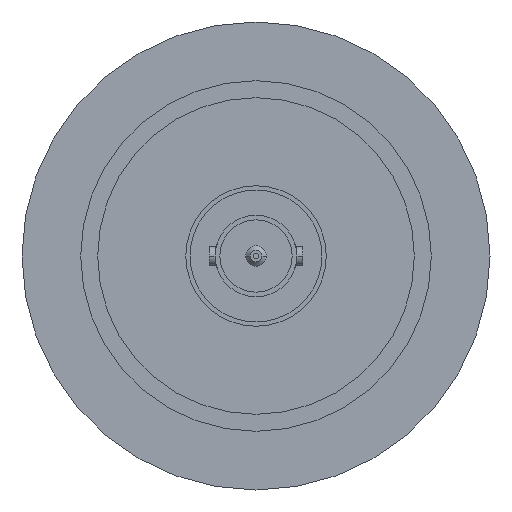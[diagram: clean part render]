
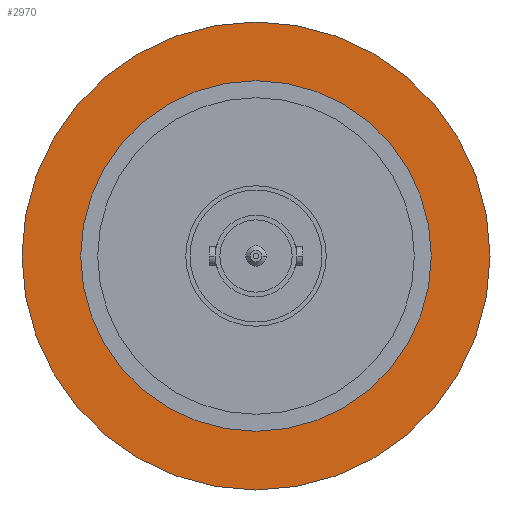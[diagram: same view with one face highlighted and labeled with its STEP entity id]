
A CAD part, left-side view. The second image highlights one B-rep face of the part: STEP entity #2970.
In plain terms, the highlighted planar face has unit normal (-1, 0, 0).
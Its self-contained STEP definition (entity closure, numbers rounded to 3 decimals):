
#4 = CARTESIAN_POINT ( 'NONE',  ( 0., 0., -27.5 ) ) ;
#18 = EDGE_LOOP ( 'NONE', ( #2375, #2168 ) ) ;
#30 = AXIS2_PLACEMENT_3D ( 'NONE', #2852, #725, #3074 ) ;
#47 = ORIENTED_EDGE ( 'NONE', *, *, #879, .F. ) ;
#70 = CARTESIAN_POINT ( 'NONE',  ( 0., 0., 27.5 ) ) ;
#144 = CIRCLE ( 'NONE', #1666, 27.5 ) ;
#204 = ORIENTED_EDGE ( 'NONE', *, *, #2134, .F. ) ;
#328 = EDGE_CURVE ( 'NONE', #3071, #2735, #2519, .T. ) ;
#352 = DIRECTION ( 'NONE',  ( 0., 0., 1. ) ) ;
#519 = CIRCLE ( 'NONE', #30, 20.6 ) ;
#527 = EDGE_LOOP ( 'NONE', ( #47, #204 ) ) ;
#642 = DIRECTION ( 'NONE',  ( 0., 0., 1. ) ) ;
#719 = FACE_OUTER_BOUND ( 'NONE', #18, .T. ) ;
#725 = DIRECTION ( 'NONE',  ( -1., 0., 0. ) ) ;
#756 = EDGE_CURVE ( 'NONE', #2735, #3071, #144, .T. ) ;
#818 = CARTESIAN_POINT ( 'NONE',  ( 0., 0., 0. ) ) ;
#879 = EDGE_CURVE ( 'NONE', #2537, #2185, #1864, .T. ) ;
#993 = DIRECTION ( 'NONE',  ( 0., 0., 1. ) ) ;
#1109 = DIRECTION ( 'NONE',  ( -1., 0., 0. ) ) ;
#1161 = PLANE ( 'NONE',  #1353 ) ;
#1353 = AXIS2_PLACEMENT_3D ( 'NONE', #4, #2836, #2095 ) ;
#1384 = AXIS2_PLACEMENT_3D ( 'NONE', #818, #1109, #642 ) ;
#1432 = FACE_BOUND ( 'NONE', #527, .T. ) ;
#1489 = CARTESIAN_POINT ( 'NONE',  ( 0., 0., -27.5 ) ) ;
#1666 = AXIS2_PLACEMENT_3D ( 'NONE', #1895, #2621, #993 ) ;
#1766 = CARTESIAN_POINT ( 'NONE',  ( 0., 0., 20.6 ) ) ;
#1864 = CIRCLE ( 'NONE', #2968, 20.6 ) ;
#1895 = CARTESIAN_POINT ( 'NONE',  ( 0., 0., 0. ) ) ;
#2095 = DIRECTION ( 'NONE',  ( 0., 0., -1. ) ) ;
#2134 = EDGE_CURVE ( 'NONE', #2185, #2537, #519, .T. ) ;
#2168 = ORIENTED_EDGE ( 'NONE', *, *, #328, .T. ) ;
#2185 = VERTEX_POINT ( 'NONE', #2829 ) ;
#2375 = ORIENTED_EDGE ( 'NONE', *, *, #756, .T. ) ;
#2446 = CARTESIAN_POINT ( 'NONE',  ( 0., 0., 0. ) ) ;
#2519 = CIRCLE ( 'NONE', #1384, 27.5 ) ;
#2537 = VERTEX_POINT ( 'NONE', #1766 ) ;
#2621 = DIRECTION ( 'NONE',  ( -1., 0., 0. ) ) ;
#2735 = VERTEX_POINT ( 'NONE', #70 ) ;
#2829 = CARTESIAN_POINT ( 'NONE',  ( 0., 0., -20.6 ) ) ;
#2836 = DIRECTION ( 'NONE',  ( 1., 0., 0. ) ) ;
#2852 = CARTESIAN_POINT ( 'NONE',  ( 0., 0., 0. ) ) ;
#2915 = DIRECTION ( 'NONE',  ( -1., 0., 0. ) ) ;
#2968 = AXIS2_PLACEMENT_3D ( 'NONE', #2446, #2915, #352 ) ;
#2970 = ADVANCED_FACE ( 'NONE', ( #1432, #719 ), #1161, .F. ) ;
#3071 = VERTEX_POINT ( 'NONE', #1489 ) ;
#3074 = DIRECTION ( 'NONE',  ( 0., 0., 1. ) ) ;
